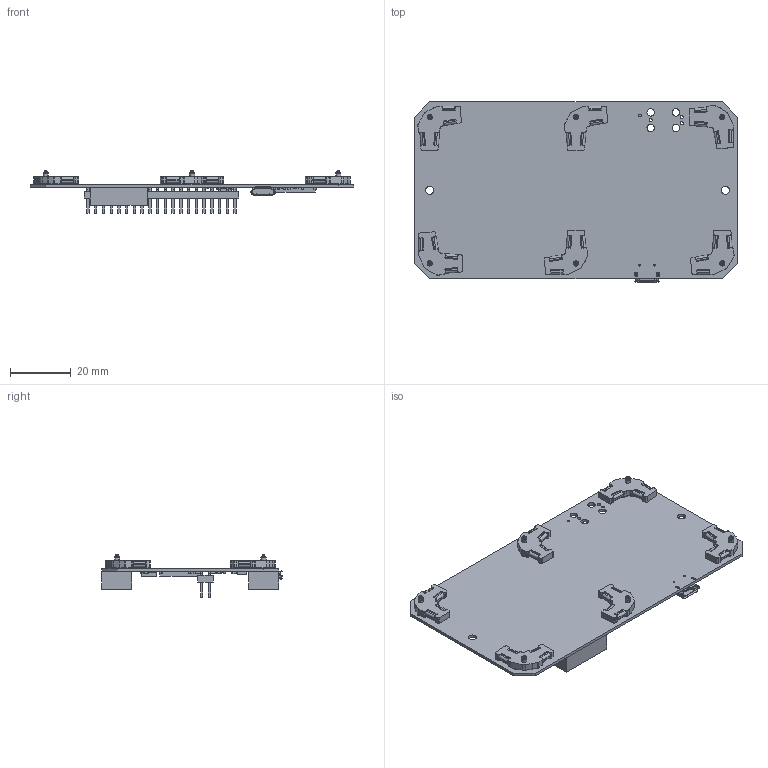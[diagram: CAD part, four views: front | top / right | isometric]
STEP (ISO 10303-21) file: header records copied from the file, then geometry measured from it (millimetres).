
FILE_DESCRIPTION(('Open CASCADE Model'),'2;1');
FILE_NAME('Open CASCADE Shape Model','2020-07-08T10:37:18',('Author'),( 'Open CASCADE'),'Open CASCADE STEP processor 6.8','Open CASCADE 6.8' ,'Unknown');
FILE_SCHEMA(('AUTOMOTIVE_DESIGN { 1 0 10303 214 1 1 1 1 }'));
Length unit declared in the file: millimetre
Products named in the file (89): PCB; Board; Open CASCADE STEP translator 6.8 1.1.1; M6; GB2M; M5; M4; M3; M2; M1; C9; 7001727648; Extruded; 7001727088; C2; B1; 7002004336; 7002003456; 7002003056; 7001730528; C15; X1; 7000505008; U3; 7001726208; 7000506208; U2; 7001727808; 7001728208; U1; 7000503088; 7000503008; S1; 7001726368; 7001720208; R25; User_Library-RESC1608X05N; R5; LD1; 7001726128 ...
Assembly tree (231 placements, depth 4):
  PCB
    Board
      Open CASCADE STEP translator 6.8 1.1.1
    M6
      GB2M
    M5
      GB2M
    M4
      GB2M
    M3
      GB2M
    M2
      GB2M
    M1
      GB2M
    C9
      7001727648  x2
        Extruded
      7001727088
        Extruded
    C2
      7001727648  x2
        Extruded
      7001727088
        Extruded
    B1
      7002004336  x40
        Extruded
      7002003456  x35
        Extruded
      7002003056  x5
        Extruded
      7001730528
        Extruded
    C15
      7001727088
        Extruded
      7001727648  x2
        Extruded
    X1
      7000505008
        Extruded
    U3
      7001726208
        Extruded
      7000506208
        Extruded
    U2
      7001727808
        Extruded
      7001728208
        Extruded
    U1
      7000503088
        Extruded
      7000503008
        Extruded
    S1
      7001726368
        Extruded
Bounding box: 106 x 59.19 x 13.88 mm (x, y, z)
Volume: 10930.8 mm3; surface area: 19828 mm2
Topology: 182 solids, 182 shells, 3991 faces, 10219 edges, 6624 vertices
Faces by surface type: plane 2411, cylinder 1048, bspline 304, cone 216, sphere 12
Full cylindrical faces by diameter (mm): 0.55 x2, 0.8 x1, 0.88 x48, 1.067 x3, 1.4 x18, 1.5 x6, 2.451 x4, 2.6 x2
Entity records: 51484 total; most frequent: CARTESIAN_POINT 10558, ORIENTED_EDGE 7368, DIRECTION 7082, EDGE_CURVE 3684, LINE 2454, VECTOR 2454, VERTEX_POINT 2398, AXIS2_PLACEMENT_3D 2314
